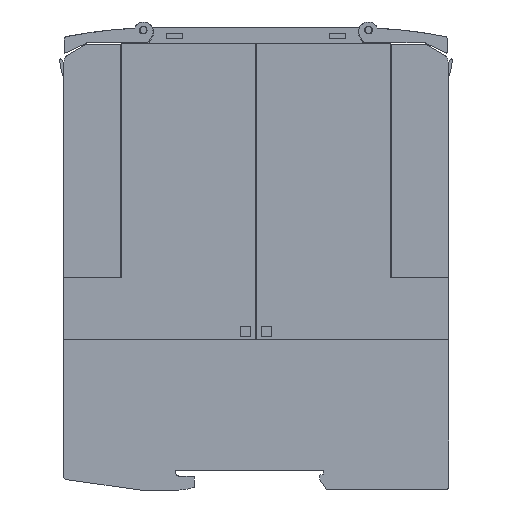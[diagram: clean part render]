
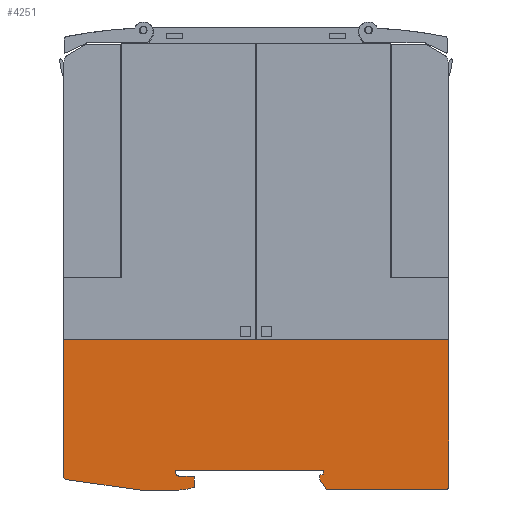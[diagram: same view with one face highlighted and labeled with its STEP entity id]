
A CAD part, left-side view. The second image highlights one B-rep face of the part: STEP entity #4251.
In plain terms, the highlighted planar face has unit normal (-1, 0, 0).
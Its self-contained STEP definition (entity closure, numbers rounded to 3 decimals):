
#4251=ADVANCED_FACE('',(#8618),#8619,.T.);
#8618=FACE_OUTER_BOUND('',#12977,.T.);
#8619=PLANE('',#12978);
#12977=EDGE_LOOP('',(#26419,#26420,#26421,#26422,#26423,#26424,#26425,#26426,#26427,#26428,#26429,#26430,#26431,#26432,#26433,#26434,#26435,#26436,#26437,#26438));
#12978=AXIS2_PLACEMENT_3D('',#26439,#26440,#26441);
#26419=ORIENTED_EDGE('',*,*,#31717,.F.);
#26420=ORIENTED_EDGE('',*,*,#31794,.F.);
#26421=ORIENTED_EDGE('',*,*,#31790,.F.);
#26422=ORIENTED_EDGE('',*,*,#31786,.F.);
#26423=ORIENTED_EDGE('',*,*,#31782,.F.);
#26424=ORIENTED_EDGE('',*,*,#31778,.F.);
#26425=ORIENTED_EDGE('',*,*,#31774,.F.);
#26426=ORIENTED_EDGE('',*,*,#31770,.F.);
#26427=ORIENTED_EDGE('',*,*,#31766,.F.);
#26428=ORIENTED_EDGE('',*,*,#31762,.F.);
#26429=ORIENTED_EDGE('',*,*,#31758,.F.);
#26430=ORIENTED_EDGE('',*,*,#31754,.F.);
#26431=ORIENTED_EDGE('',*,*,#31750,.F.);
#26432=ORIENTED_EDGE('',*,*,#31746,.F.);
#26433=ORIENTED_EDGE('',*,*,#31742,.F.);
#26434=ORIENTED_EDGE('',*,*,#31738,.F.);
#26435=ORIENTED_EDGE('',*,*,#31734,.F.);
#26436=ORIENTED_EDGE('',*,*,#31730,.F.);
#26437=ORIENTED_EDGE('',*,*,#31726,.F.);
#26438=ORIENTED_EDGE('',*,*,#31722,.F.);
#26439=CARTESIAN_POINT('',(0.05,51.037,19.348));
#26440=DIRECTION('',(-1.0,0.0,0.0));
#26441=DIRECTION('',(0.0,1.0,0.0));
#31717=EDGE_CURVE('',#39615,#39616,#39617,.T.);
#31722=EDGE_CURVE('',#39616,#39624,#39625,.T.);
#31726=EDGE_CURVE('',#39624,#39630,#39631,.T.);
#31730=EDGE_CURVE('',#39630,#39636,#39637,.T.);
#31734=EDGE_CURVE('',#39636,#39642,#39643,.T.);
#31738=EDGE_CURVE('',#39642,#39648,#39649,.T.);
#31742=EDGE_CURVE('',#39648,#39654,#39655,.T.);
#31746=EDGE_CURVE('',#39654,#39660,#39661,.T.);
#31750=EDGE_CURVE('',#39660,#39666,#39667,.T.);
#31754=EDGE_CURVE('',#39666,#39672,#39673,.T.);
#31758=EDGE_CURVE('',#39672,#39678,#39679,.T.);
#31762=EDGE_CURVE('',#39678,#39684,#39685,.T.);
#31766=EDGE_CURVE('',#39684,#39690,#39691,.T.);
#31770=EDGE_CURVE('',#39690,#39696,#39697,.T.);
#31774=EDGE_CURVE('',#39696,#39702,#39703,.T.);
#31778=EDGE_CURVE('',#39702,#39708,#39709,.T.);
#31782=EDGE_CURVE('',#39708,#39714,#39715,.T.);
#31786=EDGE_CURVE('',#39714,#39720,#39721,.T.);
#31790=EDGE_CURVE('',#39720,#39726,#39727,.T.);
#31794=EDGE_CURVE('',#39726,#39615,#39732,.T.);
#39615=VERTEX_POINT('',#51763);
#39616=VERTEX_POINT('',#51764);
#39617=CIRCLE('',#51765,10.);
#39624=VERTEX_POINT('',#51774);
#39625=LINE('',#51775,#51776);
#39630=VERTEX_POINT('',#51783);
#39631=LINE('',#51784,#51785);
#39636=VERTEX_POINT('',#51792);
#39637=CIRCLE('',#51793,1.);
#39642=VERTEX_POINT('',#51799);
#39643=LINE('',#51800,#51801);
#39648=VERTEX_POINT('',#51808);
#39649=LINE('',#51809,#51810);
#39654=VERTEX_POINT('',#51817);
#39655=LINE('',#51818,#51819);
#39660=VERTEX_POINT('',#51826);
#39661=CIRCLE('',#51827,1.);
#39666=VERTEX_POINT('',#51833);
#39667=LINE('',#51834,#51835);
#39672=VERTEX_POINT('',#51842);
#39673=LINE('',#51843,#51844);
#39678=VERTEX_POINT('',#51851);
#39679=LINE('',#51852,#51853);
#39684=VERTEX_POINT('',#51860);
#39685=LINE('',#51861,#51862);
#39690=VERTEX_POINT('',#51869);
#39691=LINE('',#51870,#51871);
#39696=VERTEX_POINT('',#51878);
#39697=LINE('',#51879,#51880);
#39702=VERTEX_POINT('',#51887);
#39703=CIRCLE('',#51888,0.3);
#39708=VERTEX_POINT('',#51894);
#39709=CIRCLE('',#51895,1.2);
#39714=VERTEX_POINT('',#51901);
#39715=LINE('',#51902,#51903);
#39720=VERTEX_POINT('',#51910);
#39721=LINE('',#51911,#51912);
#39726=VERTEX_POINT('',#51919);
#39727=LINE('',#51920,#51921);
#39732=LINE('',#51928,#51929);
#51763=CARTESIAN_POINT('',(0.05,68.755,0.256));
#51764=CARTESIAN_POINT('',(0.05,71.005,0.0));
#51765=AXIS2_PLACEMENT_3D('',#56930,#56931,#56932);
#51774=CARTESIAN_POINT('',(0.05,80.949,0.0));
#51775=CARTESIAN_POINT('',(0.05,71.005,0.0));
#51776=VECTOR('',#56938,1.0);
#51783=CARTESIAN_POINT('',(0.05,100.089,2.69));
#51784=CARTESIAN_POINT('',(0.05,80.949,0.0));
#51785=VECTOR('',#56941,1.0);
#51792=CARTESIAN_POINT('',(0.05,100.949,3.68));
#51793=AXIS2_PLACEMENT_3D('',#56944,#56945,#56946);
#51799=CARTESIAN_POINT('',(0.05,100.949,39.));
#51800=CARTESIAN_POINT('',(0.05,100.949,3.68));
#51801=VECTOR('',#56951,1.0);
#51808=CARTESIAN_POINT('',(0.05,0.949,39.));
#51809=CARTESIAN_POINT('',(0.05,100.949,39.));
#51810=VECTOR('',#56954,1.0);
#51817=CARTESIAN_POINT('',(0.05,0.949,1.));
#51818=CARTESIAN_POINT('',(0.05,0.949,39.));
#51819=VECTOR('',#56957,1.0);
#51826=CARTESIAN_POINT('',(0.05,1.949,0.));
#51827=AXIS2_PLACEMENT_3D('',#56960,#56961,#56962);
#51833=CARTESIAN_POINT('',(0.05,32.649,0.));
#51834=CARTESIAN_POINT('',(0.05,1.949,0.));
#51835=VECTOR('',#56967,1.0);
#51842=CARTESIAN_POINT('',(0.05,34.449,2.832));
#51843=CARTESIAN_POINT('',(0.05,32.649,0.));
#51844=VECTOR('',#56970,1.0);
#51851=CARTESIAN_POINT('',(0.05,34.449,3.832));
#51852=CARTESIAN_POINT('',(0.05,34.449,2.832));
#51853=VECTOR('',#56973,1.0);
#51860=CARTESIAN_POINT('',(0.05,33.449,4.1));
#51861=CARTESIAN_POINT('',(0.05,34.449,3.832));
#51862=VECTOR('',#56976,1.0);
#51869=CARTESIAN_POINT('',(0.05,33.449,5.1));
#51870=CARTESIAN_POINT('',(0.05,33.449,4.1));
#51871=VECTOR('',#56979,1.0);
#51878=CARTESIAN_POINT('',(0.05,71.649,5.1));
#51879=CARTESIAN_POINT('',(0.05,33.449,5.1));
#51880=VECTOR('',#56982,1.0);
#51887=CARTESIAN_POINT('',(0.05,71.949,4.8));
#51888=AXIS2_PLACEMENT_3D('',#56985,#56986,#56987);
#51894=CARTESIAN_POINT('',(0.05,70.749,3.6));
#51895=AXIS2_PLACEMENT_3D('',#56992,#56993,#56994);
#51901=CARTESIAN_POINT('',(0.05,67.749,3.6));
#51902=CARTESIAN_POINT('',(0.05,70.749,3.6));
#51903=VECTOR('',#56999,1.0);
#51910=CARTESIAN_POINT('',(0.05,66.949,3.4));
#51911=CARTESIAN_POINT('',(0.05,67.749,3.6));
#51912=VECTOR('',#57002,1.0);
#51919=CARTESIAN_POINT('',(0.05,66.949,0.673));
#51920=CARTESIAN_POINT('',(0.05,66.949,3.4));
#51921=VECTOR('',#57005,1.0);
#51928=CARTESIAN_POINT('',(0.05,66.949,0.673));
#51929=VECTOR('',#57008,1.0);
#56930=CARTESIAN_POINT('',(0.05,71.005,10.));
#56931=DIRECTION('',(1.0,0.0,0.0));
#56932=DIRECTION('',(0.0,0.,-1.0));
#56938=DIRECTION('',(0.0,1.0,0.0));
#56941=DIRECTION('',(0.0,0.99,0.139));
#56944=CARTESIAN_POINT('',(0.05,99.949,3.68));
#56945=DIRECTION('',(1.0,0.0,-0.0));
#56946=DIRECTION('',(0.0,1.0,0.));
#56951=DIRECTION('',(0.0,0.0,1.0));
#56954=DIRECTION('',(0.0,-1.0,0.0));
#56957=DIRECTION('',(0.0,0.0,-1.0));
#56960=CARTESIAN_POINT('',(0.05,1.949,1.));
#56961=DIRECTION('',(1.0,0.0,0.0));
#56962=DIRECTION('',(0.0,0.,-1.0));
#56967=DIRECTION('',(0.0,1.0,0.0));
#56970=DIRECTION('',(0.0,0.536,0.844));
#56973=DIRECTION('',(0.0,0.0,1.0));
#56976=DIRECTION('',(0.0,-0.966,0.259));
#56979=DIRECTION('',(0.0,0.0,1.0));
#56982=DIRECTION('',(0.0,1.0,0.0));
#56985=CARTESIAN_POINT('',(0.05,71.649,4.8));
#56986=DIRECTION('',(-1.0,0.0,0.0));
#56987=DIRECTION('',(0.0,0.,1.));
#56992=CARTESIAN_POINT('',(0.05,70.749,4.8));
#56993=DIRECTION('',(-1.0,0.0,0.0));
#56994=DIRECTION('',(0.0,1.0,0.));
#56999=DIRECTION('',(0.0,-1.0,0.0));
#57002=DIRECTION('',(0.0,-0.97,-0.243));
#57005=DIRECTION('',(0.0,0.,-1.0));
#57008=DIRECTION('',(0.0,0.974,-0.225));
